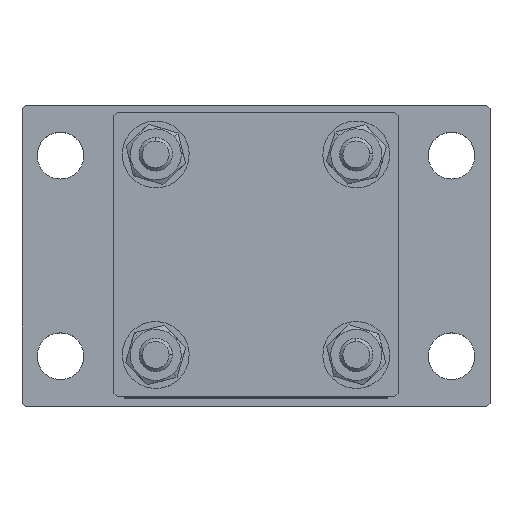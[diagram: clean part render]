
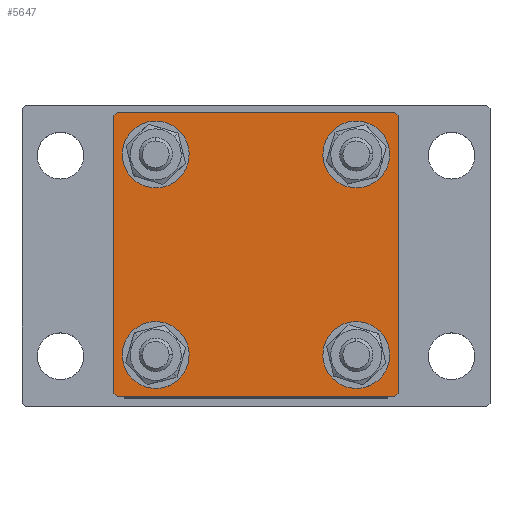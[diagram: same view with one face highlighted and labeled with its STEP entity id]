
A CAD part, top view. The second image highlights one B-rep face of the part: STEP entity #5647.
In plain terms, the highlighted planar face has unit normal (0, 0, 1).
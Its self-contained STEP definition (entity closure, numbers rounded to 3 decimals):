
#3 = EDGE_CURVE ( 'NONE', #886, #988, #6814, .T. ) ;
#150 = EDGE_CURVE ( 'NONE', #8011, #866, #6283, .T. ) ;
#151 = EDGE_CURVE ( 'NONE', #896, #7946, #6239, .T. ) ;
#152 = AXIS2_PLACEMENT_3D ( 'NONE', #713, #722, #721 ) ;
#222 = AXIS2_PLACEMENT_3D ( 'NONE', #7470, #7471, #7472 ) ;
#223 = AXIS2_PLACEMENT_3D ( 'NONE', #7475, #7476, #7477 ) ;
#327 = AXIS2_PLACEMENT_3D ( 'NONE', #2294, #2295, #2296 ) ;
#328 = AXIS2_PLACEMENT_3D ( 'NONE', #2297, #2298, #2299 ) ;
#368 = AXIS2_PLACEMENT_3D ( 'NONE', #2667, #2668, #2669 ) ;
#398 = AXIS2_PLACEMENT_3D ( 'NONE', #1900, #1901, #1902 ) ;
#400 = AXIS2_PLACEMENT_3D ( 'NONE', #1910, #1911, #1912 ) ;
#713 = CARTESIAN_POINT ( 'NONE',  ( -30., -30., 15.5 ) ) ;
#721 = DIRECTION ( 'NONE',  ( -1., 0., 0. ) ) ;
#722 = DIRECTION ( 'NONE',  ( 0., 0., -1. ) ) ;
#866 = VERTEX_POINT ( 'NONE', #7469 ) ;
#886 = VERTEX_POINT ( 'NONE', #7498 ) ;
#888 = VERTEX_POINT ( 'NONE', #7500 ) ;
#896 = VERTEX_POINT ( 'NONE', #7508 ) ;
#911 = VERTEX_POINT ( 'NONE', #7523 ) ;
#920 = VERTEX_POINT ( 'NONE', #7532 ) ;
#974 = VERTEX_POINT ( 'NONE', #5369 ) ;
#979 = VERTEX_POINT ( 'NONE', #5374 ) ;
#984 = VERTEX_POINT ( 'NONE', #5379 ) ;
#986 = VERTEX_POINT ( 'NONE', #5381 ) ;
#987 = VERTEX_POINT ( 'NONE', #5382 ) ;
#988 = VERTEX_POINT ( 'NONE', #5383 ) ;
#1279 = AXIS2_PLACEMENT_3D ( 'NONE', #3943, #3945, #3951 ) ;
#1900 = CARTESIAN_POINT ( 'NONE',  ( 30., 30., 15.5 ) ) ;
#1901 = DIRECTION ( 'NONE',  ( 0., 0., -1. ) ) ;
#1902 = DIRECTION ( 'NONE',  ( -1., 0., 0. ) ) ;
#1910 = CARTESIAN_POINT ( 'NONE',  ( 30., -30., 15.5 ) ) ;
#1911 = DIRECTION ( 'NONE',  ( 0., 0., -1. ) ) ;
#1912 = DIRECTION ( 'NONE',  ( -1., 0., 0. ) ) ;
#2290 = DIRECTION ( 'NONE',  ( 1., 0., 0. ) ) ;
#2294 = CARTESIAN_POINT ( 'NONE',  ( -30., -30., 15.5 ) ) ;
#2295 = DIRECTION ( 'NONE',  ( 0., 0., -1. ) ) ;
#2296 = DIRECTION ( 'NONE',  ( -1., 0., 0. ) ) ;
#2297 = CARTESIAN_POINT ( 'NONE',  ( -30., 30., 15.5 ) ) ;
#2298 = DIRECTION ( 'NONE',  ( 0., 0., -1. ) ) ;
#2299 = DIRECTION ( 'NONE',  ( -1., 0., 0. ) ) ;
#2301 = CARTESIAN_POINT ( 'NONE',  ( -42.5, -42.5, 15.5 ) ) ;
#2312 = DIRECTION ( 'NONE',  ( 0., -1., 0. ) ) ;
#2313 = CARTESIAN_POINT ( 'NONE',  ( 42.5, -41.5, 15.5 ) ) ;
#2314 = DIRECTION ( 'NONE',  ( 0.707, 0.707, 0. ) ) ;
#2315 = CARTESIAN_POINT ( 'NONE',  ( -41.5, -42.5, 15.5 ) ) ;
#2316 = DIRECTION ( 'NONE',  ( 0.707, -0.707, 0. ) ) ;
#2323 = CARTESIAN_POINT ( 'NONE',  ( -42.5, 42.5, 15.5 ) ) ;
#2324 = DIRECTION ( 'NONE',  ( -1., 0., 0. ) ) ;
#2667 = CARTESIAN_POINT ( 'NONE',  ( -30., 30., 15.5 ) ) ;
#2668 = DIRECTION ( 'NONE',  ( 0., 0., -1. ) ) ;
#2669 = DIRECTION ( 'NONE',  ( -1., 0., 0. ) ) ;
#2756 = CARTESIAN_POINT ( 'NONE',  ( 42.5, -42.5, 15.5 ) ) ;
#2762 = DIRECTION ( 'NONE',  ( 0., 1., 0. ) ) ;
#2923 = EDGE_CURVE ( 'NONE', #974, #984, #6207, .T. ) ;
#2924 = EDGE_CURVE ( 'NONE', #920, #888, #6223, .T. ) ;
#3086 = EDGE_CURVE ( 'NONE', #988, #886, #6031, .T. ) ;
#3087 = EDGE_CURVE ( 'NONE', #911, #986, #6237, .T. ) ;
#3089 = EDGE_CURVE ( 'NONE', #987, #979, #6218, .T. ) ;
#3093 = EDGE_CURVE ( 'NONE', #888, #7754, #6165, .T. ) ;
#3094 = EDGE_CURVE ( 'NONE', #979, #7952, #6377, .T. ) ;
#3095 = EDGE_CURVE ( 'NONE', #7754, #987, #6444, .T. ) ;
#3099 = EDGE_CURVE ( 'NONE', #984, #920, #6266, .T. ) ;
#3192 = EDGE_CURVE ( 'NONE', #986, #911, #6304, .T. ) ;
#3220 = EDGE_CURVE ( 'NONE', #7952, #974, #6429, .T. ) ;
#3262 = EDGE_CURVE ( 'NONE', #866, #8011, #3317, .T. ) ;
#3265 = EDGE_CURVE ( 'NONE', #7946, #896, #3318, .T. ) ;
#3317 = CIRCLE ( 'NONE', #398, 5.5 ) ;
#3318 = CIRCLE ( 'NONE', #400, 5.5 ) ;
#3943 = CARTESIAN_POINT ( 'NONE',  ( 0., 0., 15.5 ) ) ;
#3945 = DIRECTION ( 'NONE',  ( 0., 0., -1. ) ) ;
#3948 = PLANE ( 'NONE',  #1279 ) ;
#3951 = DIRECTION ( 'NONE',  ( -1., 0., 0. ) ) ;
#4165 = CARTESIAN_POINT ( 'NONE',  ( -42.5, -41.5, 15.5 ) ) ;
#4213 = CARTESIAN_POINT ( 'NONE',  ( 42.5, -41.5, 15.5 ) ) ;
#4214 = CARTESIAN_POINT ( 'NONE',  ( 35.5, -30., 15.5 ) ) ;
#4263 = CARTESIAN_POINT ( 'NONE',  ( 24.5, 30., 15.5 ) ) ;
#4772 = FACE_BOUND ( 'NONE', #8066, .T. ) ;
#4773 = FACE_BOUND ( 'NONE', #8136, .T. ) ;
#4776 = FACE_BOUND ( 'NONE', #7845, .T. ) ;
#4778 = FACE_BOUND ( 'NONE', #8070, .T. ) ;
#4779 = FACE_OUTER_BOUND ( 'NONE', #8147, .T. ) ;
#5369 = CARTESIAN_POINT ( 'NONE',  ( 42.5, 41.5, 15.5 ) ) ;
#5374 = CARTESIAN_POINT ( 'NONE',  ( 41.5, -42.5, 15.5 ) ) ;
#5379 = CARTESIAN_POINT ( 'NONE',  ( 41.5, 42.5, 15.5 ) ) ;
#5381 = CARTESIAN_POINT ( 'NONE',  ( -24.5, 30., 15.5 ) ) ;
#5382 = CARTESIAN_POINT ( 'NONE',  ( -41.5, -42.5, 15.5 ) ) ;
#5383 = CARTESIAN_POINT ( 'NONE',  ( -35.5, -30., 15.5 ) ) ;
#5419 = CARTESIAN_POINT ( 'NONE',  ( 41.5, 42.5, 15.5 ) ) ;
#5420 = CARTESIAN_POINT ( 'NONE',  ( -42.5, 41.5, 15.5 ) ) ;
#5424 = DIRECTION ( 'NONE',  ( -0.707, 0.707, 0. ) ) ;
#5425 = DIRECTION ( 'NONE',  ( -0.707, -0.707, 0. ) ) ;
#5647 = ADVANCED_FACE ( 'NONE', ( #4778, #4772, #4776, #4773, #4779 ), #3948, .F. ) ;
#6031 = CIRCLE ( 'NONE', #327, 5.5 ) ;
#6158 = VECTOR ( 'NONE', #5425, 1000. ) ;
#6159 = VECTOR ( 'NONE', #2314, 1000. ) ;
#6165 = LINE ( 'NONE', #7150, #6441 ) ;
#6207 = LINE ( 'NONE', #5419, #6275 ) ;
#6218 = LINE ( 'NONE', #2301, #6431 ) ;
#6223 = LINE ( 'NONE', #5420, #6158 ) ;
#6237 = CIRCLE ( 'NONE', #328, 5.5 ) ;
#6239 = CIRCLE ( 'NONE', #223, 5.5 ) ;
#6266 = LINE ( 'NONE', #2323, #6415 ) ;
#6275 = VECTOR ( 'NONE', #5424, 1000. ) ;
#6283 = CIRCLE ( 'NONE', #222, 5.5 ) ;
#6304 = CIRCLE ( 'NONE', #368, 5.5 ) ;
#6324 = VECTOR ( 'NONE', #2316, 1000. ) ;
#6377 = LINE ( 'NONE', #2313, #6159 ) ;
#6415 = VECTOR ( 'NONE', #2324, 1000. ) ;
#6429 = LINE ( 'NONE', #2756, #6449 ) ;
#6431 = VECTOR ( 'NONE', #2290, 1000. ) ;
#6441 = VECTOR ( 'NONE', #2312, 1000. ) ;
#6444 = LINE ( 'NONE', #2315, #6324 ) ;
#6449 = VECTOR ( 'NONE', #2762, 1000. ) ;
#6780 = ORIENTED_EDGE ( 'NONE', *, *, #3089, .T. ) ;
#6814 = CIRCLE ( 'NONE', #152, 5.5 ) ;
#6855 = ORIENTED_EDGE ( 'NONE', *, *, #3094, .T. ) ;
#6885 = ORIENTED_EDGE ( 'NONE', *, *, #3095, .T. ) ;
#6951 = ORIENTED_EDGE ( 'NONE', *, *, #3093, .T. ) ;
#6952 = ORIENTED_EDGE ( 'NONE', *, *, #2924, .T. ) ;
#6953 = ORIENTED_EDGE ( 'NONE', *, *, #3099, .T. ) ;
#6954 = ORIENTED_EDGE ( 'NONE', *, *, #2923, .T. ) ;
#6955 = ORIENTED_EDGE ( 'NONE', *, *, #3220, .T. ) ;
#6956 = ORIENTED_EDGE ( 'NONE', *, *, #3262, .T. ) ;
#6957 = ORIENTED_EDGE ( 'NONE', *, *, #150, .T. ) ;
#6958 = ORIENTED_EDGE ( 'NONE', *, *, #3265, .T. ) ;
#6959 = ORIENTED_EDGE ( 'NONE', *, *, #151, .T. ) ;
#6960 = ORIENTED_EDGE ( 'NONE', *, *, #3, .T. ) ;
#6961 = ORIENTED_EDGE ( 'NONE', *, *, #3086, .T. ) ;
#6962 = ORIENTED_EDGE ( 'NONE', *, *, #3192, .T. ) ;
#6963 = ORIENTED_EDGE ( 'NONE', *, *, #3087, .T. ) ;
#7150 = CARTESIAN_POINT ( 'NONE',  ( -42.5, -42.5, 15.5 ) ) ;
#7469 = CARTESIAN_POINT ( 'NONE',  ( 35.5, 30., 15.5 ) ) ;
#7470 = CARTESIAN_POINT ( 'NONE',  ( 30., 30., 15.5 ) ) ;
#7471 = DIRECTION ( 'NONE',  ( 0., 0., -1. ) ) ;
#7472 = DIRECTION ( 'NONE',  ( -1., 0., 0. ) ) ;
#7475 = CARTESIAN_POINT ( 'NONE',  ( 30., -30., 15.5 ) ) ;
#7476 = DIRECTION ( 'NONE',  ( 0., 0., -1. ) ) ;
#7477 = DIRECTION ( 'NONE',  ( -1., 0., 0. ) ) ;
#7498 = CARTESIAN_POINT ( 'NONE',  ( -24.5, -30., 15.5 ) ) ;
#7500 = CARTESIAN_POINT ( 'NONE',  ( -42.5, 41.5, 15.5 ) ) ;
#7508 = CARTESIAN_POINT ( 'NONE',  ( 24.5, -30., 15.5 ) ) ;
#7523 = CARTESIAN_POINT ( 'NONE',  ( -35.5, 30., 15.5 ) ) ;
#7532 = CARTESIAN_POINT ( 'NONE',  ( -41.5, 42.5, 15.5 ) ) ;
#7754 = VERTEX_POINT ( 'NONE', #4165 ) ;
#7845 = EDGE_LOOP ( 'NONE', ( #6959, #6958 ) ) ;
#7946 = VERTEX_POINT ( 'NONE', #4214 ) ;
#7952 = VERTEX_POINT ( 'NONE', #4213 ) ;
#8011 = VERTEX_POINT ( 'NONE', #4263 ) ;
#8066 = EDGE_LOOP ( 'NONE', ( #6961, #6960 ) ) ;
#8070 = EDGE_LOOP ( 'NONE', ( #6963, #6962 ) ) ;
#8136 = EDGE_LOOP ( 'NONE', ( #6957, #6956 ) ) ;
#8147 = EDGE_LOOP ( 'NONE', ( #6955, #6954, #6953, #6952, #6951, #6885, #6780, #6855 ) ) ;
